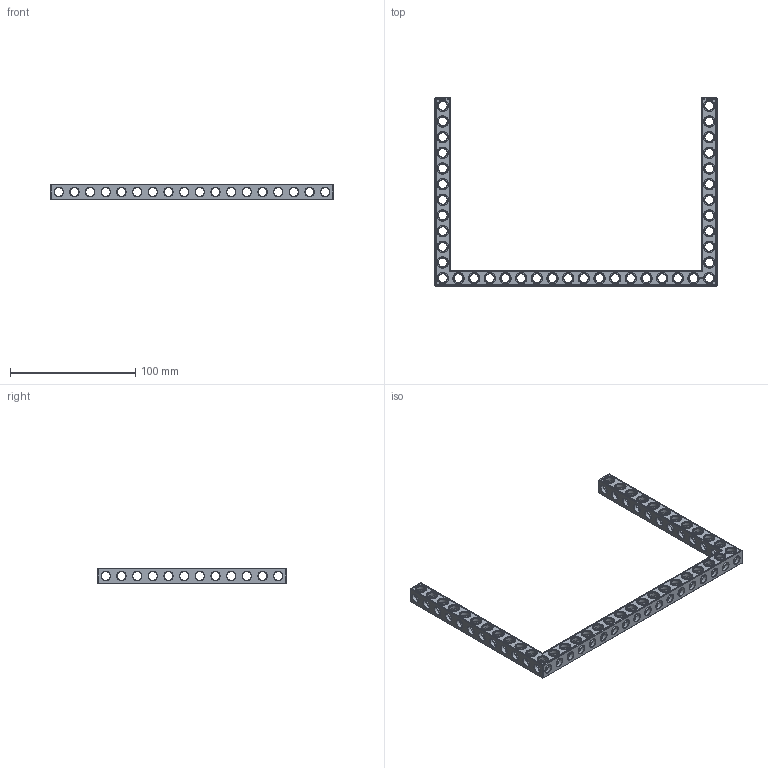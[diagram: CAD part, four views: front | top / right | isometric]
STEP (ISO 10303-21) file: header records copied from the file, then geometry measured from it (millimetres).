
FILE_DESCRIPTION(('FreeCAD Model'),'2;1');
FILE_NAME('Open CASCADE Shape Model','2022-03-06T22:58:49',('Author'),( ''),'Open CASCADE STEP processor 7.5','FreeCAD','Unknown');
FILE_SCHEMA(('AUTOMOTIVE_DESIGN { 1 0 10303 214 1 1 1 1 }'));
Products named in the file (1): Beam AGD ESS USH SYM BU18x12x01 - SPN-BEM-0604 (stemfie.org)
Bounding box: 225 x 150 x 12.5 mm (x, y, z)
Volume: 39079.6 mm3; surface area: 34889.3 mm2
Topology: 1 solids, 1 shells, 975 faces, 2992 edges, 1934 vertices
Faces by surface type: plane 414, cylinder 241, cone 162, extrusion 158
Full cylindrical faces by diameter (mm): 6.98 x26, 7 x175, 9.2 x40
Entity records: 191751 total; most frequent: CARTESIAN_POINT 135941, DIRECTION 9104, ORIENTED_EDGE 5984, PCURVE 5984, DEFINITIONAL_REPRESENTATION 5984, VECTOR 5506, LINE 5348, EDGE_CURVE 2992
